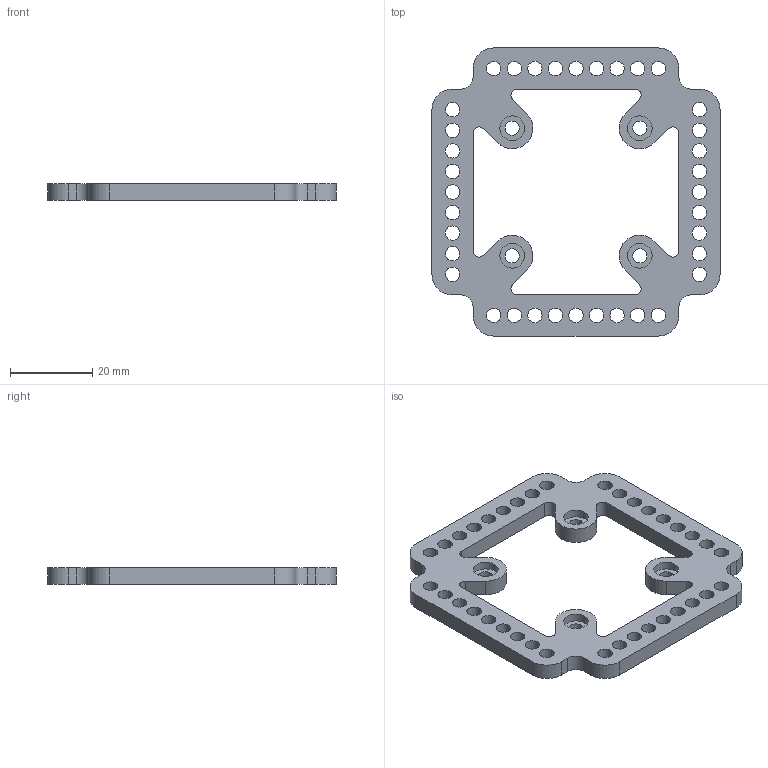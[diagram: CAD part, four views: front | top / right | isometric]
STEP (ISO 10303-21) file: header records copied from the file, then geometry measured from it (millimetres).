
FILE_DESCRIPTION (( 'STEP AP214' ), '1' );
FILE_NAME ('Nema 17 bracket.STEP', '2021-06-04T10:43:29', ( '' ), ( '' ), 'SwSTEP 2.0', 'SolidWorks 2016', '' );
FILE_SCHEMA (( 'AUTOMOTIVE_DESIGN' ));
Length unit declared in the file: millimetre
Products named in the file (2): Nema 17 bracket
Bounding box: 70 x 70 x 4 mm (x, y, z)
Volume: 8637.5 mm3; surface area: 8222.5 mm2
Topology: 1 solids, 1 shells, 146 faces, 420 edges, 280 vertices
Faces by surface type: cylinder 116, plane 30
Entity records: 5129 total; most frequent: DIRECTION 948, CARTESIAN_POINT 848, ORIENTED_EDGE 840, EDGE_CURVE 420, AXIS2_PLACEMENT_3D 380, VERTEX_POINT 280, EDGE_LOOP 232, CIRCLE 232
